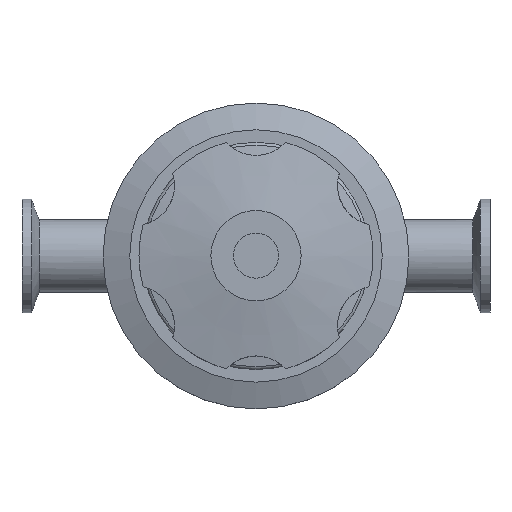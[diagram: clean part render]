
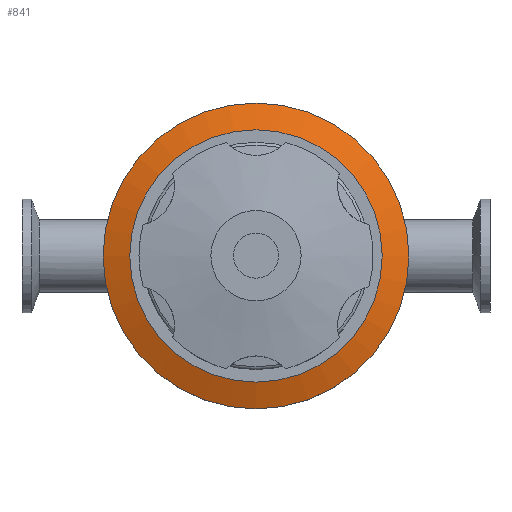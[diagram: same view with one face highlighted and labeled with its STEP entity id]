
A CAD part, top view. The second image highlights one B-rep face of the part: STEP entity #841.
In plain terms, the highlighted conical face has half-angle 70 degrees and reference radius 41.75 mm.
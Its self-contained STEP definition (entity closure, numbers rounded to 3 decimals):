
#45=CONICAL_SURFACE('',#966,41.75,1.222);
#92=FACE_OUTER_BOUND('',#155,.T.);
#155=EDGE_LOOP('',(#716,#717,#718,#719));
#219=CIRCLE('',#965,37.75);
#220=CIRCLE('',#967,45.75);
#264=LINE('',#1747,#303);
#303=VECTOR('',#1211,41.75);
#392=VERTEX_POINT('',#1741);
#393=VERTEX_POINT('',#1745);
#501=EDGE_CURVE('',#392,#392,#219,.T.);
#502=EDGE_CURVE('',#393,#393,#220,.T.);
#503=EDGE_CURVE('',#393,#392,#264,.T.);
#716=ORIENTED_EDGE('',*,*,#502,.F.);
#717=ORIENTED_EDGE('',*,*,#503,.T.);
#718=ORIENTED_EDGE('',*,*,#501,.T.);
#719=ORIENTED_EDGE('',*,*,#503,.F.);
#841=ADVANCED_FACE('',(#92),#45,.T.);
#965=AXIS2_PLACEMENT_3D('',#1743,#1205,#1206);
#966=AXIS2_PLACEMENT_3D('',#1744,#1207,#1208);
#967=AXIS2_PLACEMENT_3D('',#1746,#1209,#1210);
#1205=DIRECTION('center_axis',(0.,0.,-1.));
#1206=DIRECTION('ref_axis',(-1.,0.,0.));
#1207=DIRECTION('center_axis',(0.,0.,-1.));
#1208=DIRECTION('ref_axis',(-1.,0.,0.));
#1209=DIRECTION('center_axis',(0.,0.,-1.));
#1210=DIRECTION('ref_axis',(-1.,0.,0.));
#1211=DIRECTION('',(-0.94,0.,0.342));
#1741=CARTESIAN_POINT('',(37.75,0.,29.95));
#1743=CARTESIAN_POINT('Origin',(0.,0.,29.95));
#1744=CARTESIAN_POINT('Origin',(0.,0.,28.494));
#1745=CARTESIAN_POINT('',(45.75,0.,27.038));
#1746=CARTESIAN_POINT('Origin',(0.,0.,27.038));
#1747=CARTESIAN_POINT('',(41.75,0.,28.494));
